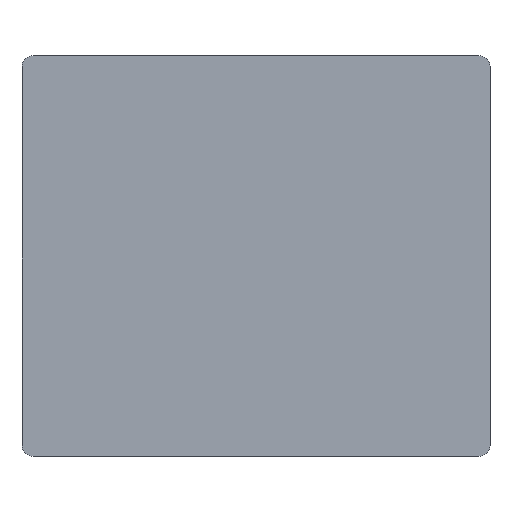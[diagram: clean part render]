
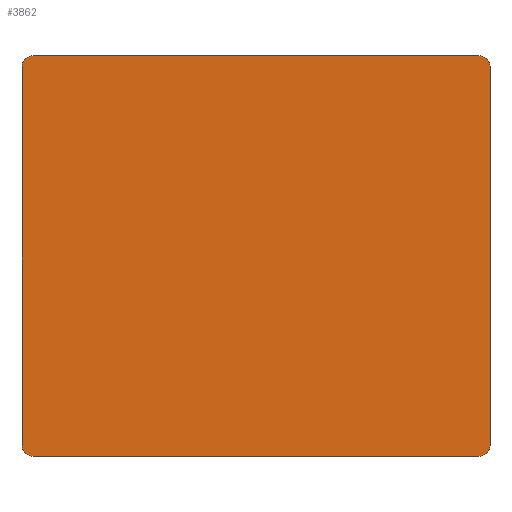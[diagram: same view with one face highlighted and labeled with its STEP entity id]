
A CAD part, top view. The second image highlights one B-rep face of the part: STEP entity #3862.
In plain terms, the highlighted planar face has unit normal (0, 0, 1).
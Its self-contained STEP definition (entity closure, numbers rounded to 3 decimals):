
#220 = ORIENTED_EDGE ( 'NONE', *, *, #10044, .T. ) ;
#408 = LINE ( 'NONE', #5099, #17464 ) ;
#422 = DIRECTION ( 'NONE',  ( 0., 0., 1. ) ) ;
#535 = EDGE_CURVE ( 'NONE', #13078, #7818, #6385, .T. ) ;
#1318 = VERTEX_POINT ( 'NONE', #16566 ) ;
#1386 = LINE ( 'NONE', #5783, #15691 ) ;
#1388 = AXIS2_PLACEMENT_3D ( 'NONE', #9520, #18564, #4720 ) ;
#1956 = LINE ( 'NONE', #2048, #12518 ) ;
#2048 = CARTESIAN_POINT ( 'NONE',  ( -40.5, -36.4, 1. ) ) ;
#2086 = FACE_OUTER_BOUND ( 'NONE', #7746, .T. ) ;
#2303 = EDGE_CURVE ( 'NONE', #10476, #1318, #11419, .T. ) ;
#3373 = DIRECTION ( 'NONE',  ( 0., 0., 1. ) ) ;
#3457 = CIRCLE ( 'NONE', #16627, 2. ) ;
#3569 = EDGE_CURVE ( 'NONE', #10010, #16334, #13963, .T. ) ;
#3628 = DIRECTION ( 'NONE',  ( 0., -1., 0. ) ) ;
#3629 = ORIENTED_EDGE ( 'NONE', *, *, #16084, .T. ) ;
#3862 = ADVANCED_FACE ( 'NONE', ( #2086 ), #7961, .T. ) ;
#4003 = ORIENTED_EDGE ( 'NONE', *, *, #16067, .T. ) ;
#4414 = CARTESIAN_POINT ( 'NONE',  ( 40.5, -34.4, 1. ) ) ;
#4720 = DIRECTION ( 'NONE',  ( -1., 0., 0. ) ) ;
#4820 = DIRECTION ( 'NONE',  ( 1., 0., 0. ) ) ;
#4935 = ORIENTED_EDGE ( 'NONE', *, *, #14120, .T. ) ;
#5099 = CARTESIAN_POINT ( 'NONE',  ( -42.5, 34.4, 1. ) ) ;
#5783 = CARTESIAN_POINT ( 'NONE',  ( 42.5, 34.4, 1. ) ) ;
#6116 = AXIS2_PLACEMENT_3D ( 'NONE', #9431, #422, #4820 ) ;
#6281 = CARTESIAN_POINT ( 'NONE',  ( -40.5, 36.4, 1. ) ) ;
#6385 = CIRCLE ( 'NONE', #1388, 2. ) ;
#7670 = AXIS2_PLACEMENT_3D ( 'NONE', #13808, #12515, #13999 ) ;
#7746 = EDGE_LOOP ( 'NONE', ( #9488, #4935, #4003, #3629, #15137, #8160, #9154, #220 ) ) ;
#7799 = VERTEX_POINT ( 'NONE', #16522 ) ;
#7818 = VERTEX_POINT ( 'NONE', #11995 ) ;
#7961 = PLANE ( 'NONE',  #6116 ) ;
#7996 = AXIS2_PLACEMENT_3D ( 'NONE', #9357, #3373, #15362 ) ;
#8160 = ORIENTED_EDGE ( 'NONE', *, *, #13861, .T. ) ;
#9154 = ORIENTED_EDGE ( 'NONE', *, *, #3569, .T. ) ;
#9357 = CARTESIAN_POINT ( 'NONE',  ( -40.5, 34.4, 1. ) ) ;
#9431 = CARTESIAN_POINT ( 'NONE',  ( -40.5, -34.4, 1. ) ) ;
#9488 = ORIENTED_EDGE ( 'NONE', *, *, #2303, .T. ) ;
#9520 = CARTESIAN_POINT ( 'NONE',  ( 40.5, 34.4, 1. ) ) ;
#10010 = VERTEX_POINT ( 'NONE', #6281 ) ;
#10044 = EDGE_CURVE ( 'NONE', #16334, #10476, #408, .T. ) ;
#10164 = VERTEX_POINT ( 'NONE', #15902 ) ;
#10393 = DIRECTION ( 'NONE',  ( 0., 0., 1. ) ) ;
#10476 = VERTEX_POINT ( 'NONE', #10765 ) ;
#10532 = CARTESIAN_POINT ( 'NONE',  ( 42.5, 34.4, 1. ) ) ;
#10765 = CARTESIAN_POINT ( 'NONE',  ( -42.5, -34.4, 1. ) ) ;
#11419 = CIRCLE ( 'NONE', #7670, 2. ) ;
#11771 = DIRECTION ( 'NONE',  ( 1., 0., 0. ) ) ;
#11895 = VECTOR ( 'NONE', #16118, 1000. ) ;
#11995 = CARTESIAN_POINT ( 'NONE',  ( 40.5, 36.4, 1. ) ) ;
#12515 = DIRECTION ( 'NONE',  ( 0., 0., 1. ) ) ;
#12518 = VECTOR ( 'NONE', #15593, 1000. ) ;
#13038 = CARTESIAN_POINT ( 'NONE',  ( -42.5, 34.4, 1. ) ) ;
#13078 = VERTEX_POINT ( 'NONE', #10532 ) ;
#13808 = CARTESIAN_POINT ( 'NONE',  ( -40.5, -34.4, 1. ) ) ;
#13861 = EDGE_CURVE ( 'NONE', #7818, #10010, #16027, .T. ) ;
#13963 = CIRCLE ( 'NONE', #7996, 2. ) ;
#13999 = DIRECTION ( 'NONE',  ( 1., 0., 0. ) ) ;
#14120 = EDGE_CURVE ( 'NONE', #1318, #10164, #1956, .T. ) ;
#15137 = ORIENTED_EDGE ( 'NONE', *, *, #535, .T. ) ;
#15362 = DIRECTION ( 'NONE',  ( 1., 0., 0. ) ) ;
#15593 = DIRECTION ( 'NONE',  ( 1., 0., 0. ) ) ;
#15691 = VECTOR ( 'NONE', #16398, 1000. ) ;
#15902 = CARTESIAN_POINT ( 'NONE',  ( 40.5, -36.4, 1. ) ) ;
#16027 = LINE ( 'NONE', #18866, #11895 ) ;
#16067 = EDGE_CURVE ( 'NONE', #10164, #7799, #3457, .T. ) ;
#16084 = EDGE_CURVE ( 'NONE', #7799, #13078, #1386, .T. ) ;
#16118 = DIRECTION ( 'NONE',  ( -1., 0., 0. ) ) ;
#16334 = VERTEX_POINT ( 'NONE', #13038 ) ;
#16398 = DIRECTION ( 'NONE',  ( 0., 1., 0. ) ) ;
#16522 = CARTESIAN_POINT ( 'NONE',  ( 42.5, -34.4, 1. ) ) ;
#16566 = CARTESIAN_POINT ( 'NONE',  ( -40.5, -36.4, 1. ) ) ;
#16627 = AXIS2_PLACEMENT_3D ( 'NONE', #4414, #10393, #11771 ) ;
#17464 = VECTOR ( 'NONE', #3628, 1000. ) ;
#18564 = DIRECTION ( 'NONE',  ( 0., 0., 1. ) ) ;
#18866 = CARTESIAN_POINT ( 'NONE',  ( -40.5, 36.4, 1. ) ) ;
